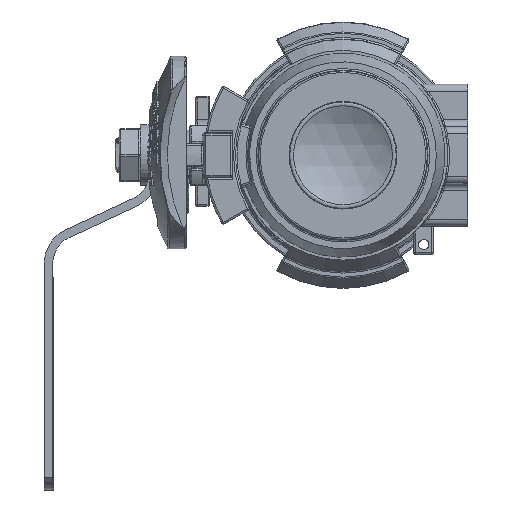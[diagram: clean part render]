
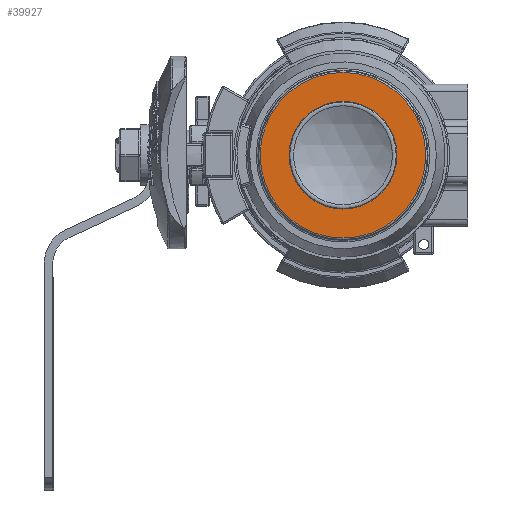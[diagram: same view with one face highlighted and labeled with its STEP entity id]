
A CAD part, left-side view. The second image highlights one B-rep face of the part: STEP entity #39927.
In plain terms, the highlighted planar face has unit normal (-1, 0, 0).
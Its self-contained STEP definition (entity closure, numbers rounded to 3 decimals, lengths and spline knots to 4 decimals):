
#8896=PLANE('',#42590);
#10217=FACE_BOUND('',#12972,.T.);
#10516=FACE_OUTER_BOUND('',#12971,.T.);
#12971=EDGE_LOOP('',(#27682));
#12972=EDGE_LOOP('',(#27683));
#15718=CIRCLE('',#42589,1.4608);
#15719=CIRCLE('',#42591,0.95);
#17695=VERTEX_POINT('',#56247);
#17696=VERTEX_POINT('',#56250);
#21612=EDGE_CURVE('',#17695,#17695,#15718,.T.);
#21613=EDGE_CURVE('',#17696,#17696,#15719,.T.);
#27682=ORIENTED_EDGE('',*,*,#21612,.F.);
#27683=ORIENTED_EDGE('',*,*,#21613,.F.);
#39927=ADVANCED_FACE('',(#10516,#10217),#8896,.F.);
#42589=AXIS2_PLACEMENT_3D('',#56248,#46350,#46351);
#42590=AXIS2_PLACEMENT_3D('',#56249,#46352,#46353);
#42591=AXIS2_PLACEMENT_3D('',#56251,#46354,#46355);
#46350=DIRECTION('center_axis',(1.,0.,0.));
#46351=DIRECTION('ref_axis',(0.,-1.,0.));
#46352=DIRECTION('center_axis',(1.,0.,0.));
#46353=DIRECTION('ref_axis',(0.,0.,-1.));
#46354=DIRECTION('center_axis',(-1.,0.,0.));
#46355=DIRECTION('ref_axis',(0.,0.,1.));
#56247=CARTESIAN_POINT('',(-1.36,1.4608,0.));
#56248=CARTESIAN_POINT('Origin',(-1.36,0.,0.));
#56249=CARTESIAN_POINT('Origin',(-1.36,1.4818,0.));
#56250=CARTESIAN_POINT('',(-1.36,0.95,0.));
#56251=CARTESIAN_POINT('Origin',(-1.36,0.,0.));
